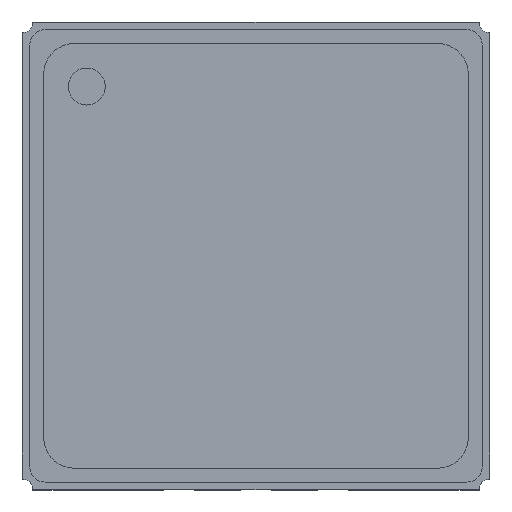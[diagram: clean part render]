
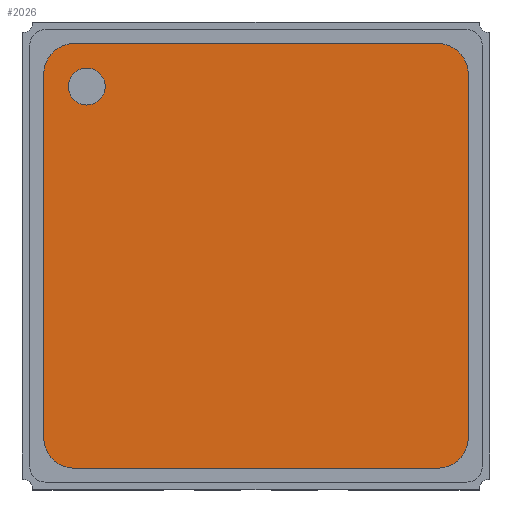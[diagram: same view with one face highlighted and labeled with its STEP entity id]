
A CAD part, top view. The second image highlights one B-rep face of the part: STEP entity #2026.
In plain terms, the highlighted planar face has unit normal (0, 0, 1).
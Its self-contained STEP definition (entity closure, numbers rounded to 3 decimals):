
#527=AXIS2_PLACEMENT_3D('Circle Axis2P3D',#525,#526,$) ;
#591=AXIS2_PLACEMENT_3D('Circle Axis2P3D',#589,#590,$) ;
#655=AXIS2_PLACEMENT_3D('Circle Axis2P3D',#653,#654,$) ;
#710=AXIS2_PLACEMENT_3D('Circle Axis2P3D',#708,#709,$) ;
#1996=AXIS2_PLACEMENT_3D('Plane Axis2P3D',#1993,#1994,#1995) ;
#2010=AXIS2_PLACEMENT_3D('Circle Axis2P3D',#2008,#2009,$) ;
#2019=AXIS2_PLACEMENT_3D('Circle Axis2P3D',#2017,#2018,$) ;
#476=CARTESIAN_POINT('Vertex',(6.9,-5.9,4.2)) ;
#490=CARTESIAN_POINT('Vertex',(6.9,5.9,4.2)) ;
#493=CARTESIAN_POINT('Line Origine',(6.9,0.,4.2)) ;
#522=CARTESIAN_POINT('Vertex',(5.9,6.9,4.2)) ;
#525=CARTESIAN_POINT('Axis2P3D Location',(5.9,5.9,4.2)) ;
#554=CARTESIAN_POINT('Vertex',(-5.9,6.9,4.2)) ;
#557=CARTESIAN_POINT('Line Origine',(0.,6.9,4.2)) ;
#586=CARTESIAN_POINT('Vertex',(-6.9,5.9,4.2)) ;
#589=CARTESIAN_POINT('Axis2P3D Location',(-5.9,5.9,4.2)) ;
#618=CARTESIAN_POINT('Vertex',(-6.9,-5.9,4.2)) ;
#621=CARTESIAN_POINT('Line Origine',(-6.9,0.,4.2)) ;
#650=CARTESIAN_POINT('Vertex',(-5.9,-6.9,4.2)) ;
#653=CARTESIAN_POINT('Axis2P3D Location',(-5.9,-5.9,4.2)) ;
#682=CARTESIAN_POINT('Vertex',(5.9,-6.9,4.2)) ;
#685=CARTESIAN_POINT('Line Origine',(0.,-6.9,4.2)) ;
#708=CARTESIAN_POINT('Axis2P3D Location',(5.9,-5.9,4.2)) ;
#1993=CARTESIAN_POINT('Axis2P3D Location',(0.,0.,4.2)) ;
#2008=CARTESIAN_POINT('Axis2P3D Location',(-5.5,5.5,4.2)) ;
#2012=CARTESIAN_POINT('Vertex',(-4.9,5.5,4.2)) ;
#2014=CARTESIAN_POINT('Vertex',(-6.1,5.5,4.2)) ;
#2017=CARTESIAN_POINT('Axis2P3D Location',(-5.5,5.5,4.2)) ;
#494=DIRECTION('Vector Direction',(0.,-1.,0.)) ;
#526=DIRECTION('Axis2P3D Direction',(0.,0.,1.)) ;
#558=DIRECTION('Vector Direction',(1.,0.,0.)) ;
#590=DIRECTION('Axis2P3D Direction',(0.,0.,1.)) ;
#622=DIRECTION('Vector Direction',(0.,1.,0.)) ;
#654=DIRECTION('Axis2P3D Direction',(0.,0.,1.)) ;
#686=DIRECTION('Vector Direction',(-1.,0.,0.)) ;
#709=DIRECTION('Axis2P3D Direction',(0.,0.,1.)) ;
#1994=DIRECTION('Axis2P3D Direction',(0.,0.,1.)) ;
#1995=DIRECTION('Axis2P3D XDirection',(1.,0.,0.)) ;
#2009=DIRECTION('Axis2P3D Direction',(0.,0.,1.)) ;
#2018=DIRECTION('Axis2P3D Direction',(0.,0.,1.)) ;
#495=VECTOR('Line Direction',#494,1.) ;
#559=VECTOR('Line Direction',#558,1.) ;
#623=VECTOR('Line Direction',#622,1.) ;
#687=VECTOR('Line Direction',#686,1.) ;
#1999=ORIENTED_EDGE('',*,*,#529,.T.) ;
#2000=ORIENTED_EDGE('',*,*,#561,.T.) ;
#2001=ORIENTED_EDGE('',*,*,#593,.T.) ;
#2002=ORIENTED_EDGE('',*,*,#625,.T.) ;
#2003=ORIENTED_EDGE('',*,*,#657,.T.) ;
#2004=ORIENTED_EDGE('',*,*,#689,.T.) ;
#2005=ORIENTED_EDGE('',*,*,#712,.T.) ;
#2006=ORIENTED_EDGE('',*,*,#497,.T.) ;
#2023=ORIENTED_EDGE('',*,*,#2016,.F.) ;
#2024=ORIENTED_EDGE('',*,*,#2021,.F.) ;
#2025=FACE_BOUND('',#2022,.T.) ;
#2026=ADVANCED_FACE('PartBody',(#2007,#2025),#1997,.T.) ;
#528=CIRCLE('generated circle',#527,1.) ;
#592=CIRCLE('generated circle',#591,1.) ;
#656=CIRCLE('generated circle',#655,1.) ;
#711=CIRCLE('generated circle',#710,1.) ;
#2011=CIRCLE('generated circle',#2010,0.6) ;
#2020=CIRCLE('generated circle',#2019,0.6) ;
#497=EDGE_CURVE('',#477,#491,#496,.F.) ;
#529=EDGE_CURVE('',#491,#523,#528,.T.) ;
#561=EDGE_CURVE('',#523,#555,#560,.F.) ;
#593=EDGE_CURVE('',#555,#587,#592,.T.) ;
#625=EDGE_CURVE('',#587,#619,#624,.F.) ;
#657=EDGE_CURVE('',#619,#651,#656,.T.) ;
#689=EDGE_CURVE('',#651,#683,#688,.F.) ;
#712=EDGE_CURVE('',#683,#477,#711,.T.) ;
#2016=EDGE_CURVE('',#2013,#2015,#2011,.T.) ;
#2021=EDGE_CURVE('',#2015,#2013,#2020,.T.) ;
#1998=EDGE_LOOP('',(#1999,#2000,#2001,#2002,#2003,#2004,#2005,#2006)) ;
#2022=EDGE_LOOP('',(#2023,#2024)) ;
#2007=FACE_OUTER_BOUND('',#1998,.T.) ;
#496=LINE('Line',#493,#495) ;
#560=LINE('Line',#557,#559) ;
#624=LINE('Line',#621,#623) ;
#688=LINE('Line',#685,#687) ;
#1997=PLANE('',#1996) ;
#477=VERTEX_POINT('',#476) ;
#491=VERTEX_POINT('',#490) ;
#523=VERTEX_POINT('',#522) ;
#555=VERTEX_POINT('',#554) ;
#587=VERTEX_POINT('',#586) ;
#619=VERTEX_POINT('',#618) ;
#651=VERTEX_POINT('',#650) ;
#683=VERTEX_POINT('',#682) ;
#2013=VERTEX_POINT('',#2012) ;
#2015=VERTEX_POINT('',#2014) ;
